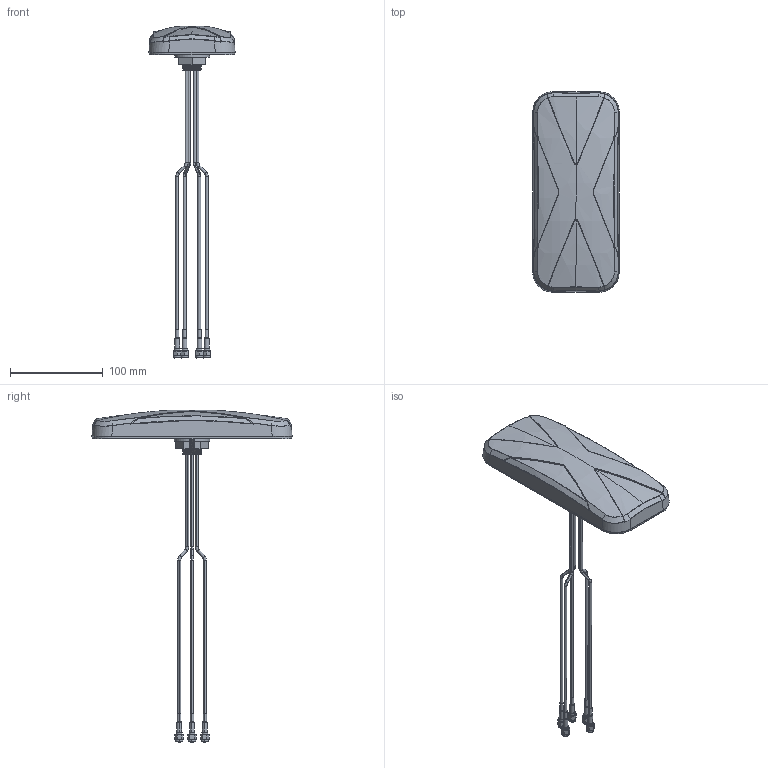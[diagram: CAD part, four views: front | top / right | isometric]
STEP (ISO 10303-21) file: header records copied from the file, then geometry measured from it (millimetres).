
FILE_DESCRIPTION (( 'STEP AP214' ), '1' );
FILE_NAME ('MA450.K.LBICG.003_Web.STEP', '2022-03-21T11:31:59', ( '' ), ( '' ), 'SwSTEP 2.0', 'SolidWorks 2018', '' );
FILE_SCHEMA (( 'AUTOMOTIVE_DESIGN' ));
Length unit declared in the file: millimetre
Products named in the file (1): MA450.K.LBICG.003_Web
Bounding box: 93.25 x 216.24 x 358.58 mm (x, y, z)
Surface area: 91113.6 mm2 (no closed solid volume)
Topology: 0 solids, 25 shells, 409 faces, 1149 edges, 744 vertices
Faces by surface type: bspline 158, cylinder 109, plane 92, cone 42, torus 8
Entity records: 36151 total; most frequent: CARTESIAN_POINT 22600, ORIENTED_EDGE 1949, DIRECTION 1602, EDGE_CURVE 1149, VERTEX_POINT 744, AXIS2_PLACEMENT_3D 657, EDGE_LOOP 440, UNCERTAINTY_MEASURE_WITH_UNIT 411
